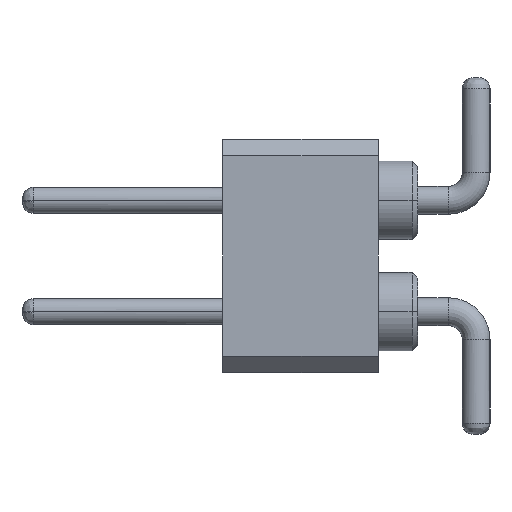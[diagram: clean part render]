
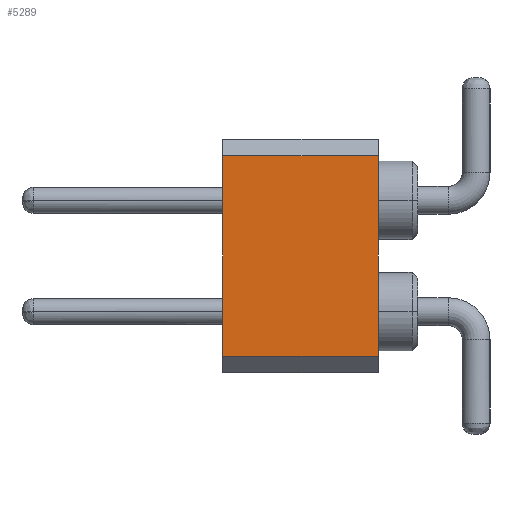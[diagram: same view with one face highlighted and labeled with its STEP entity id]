
A CAD part, left-side view. The second image highlights one B-rep face of the part: STEP entity #5289.
In plain terms, the highlighted planar face has unit normal (-1, 0, 0).
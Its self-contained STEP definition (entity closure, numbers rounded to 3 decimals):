
#594=CARTESIAN_POINT('',(0.,0.,-2.9));
#595=VERTEX_POINT('',#594);
#605=CARTESIAN_POINT('',(0.,0.,0.7));
#606=VERTEX_POINT('',#605);
#607=CARTESIAN_POINT('',(0.,0.,-2.9));
#608=CARTESIAN_POINT('',(0.,0.,-2.18));
#609=CARTESIAN_POINT('',(0.,0.,-1.46));
#610=CARTESIAN_POINT('',(0.,0.,-0.74));
#611=CARTESIAN_POINT('',(0.,0.,-0.02));
#612=CARTESIAN_POINT('',(0.,0.,0.7));
#613=B_SPLINE_CURVE_WITH_KNOTS('',5,(#607,#608,#609,#610,#611,#612),.UNSPECIFIED.,.F.,.U.,(6,6),(0.,3.6),.UNSPECIFIED.);
#614=EDGE_CURVE('',#595,#606,#613,.T.);
#2592=CARTESIAN_POINT('',(0.,2.8,-2.9));
#2593=VERTEX_POINT('',#2592);
#2603=CARTESIAN_POINT('',(0.,2.8,0.7));
#2604=VERTEX_POINT('',#2603);
#2605=CARTESIAN_POINT('',(0.,2.8,-2.9));
#2606=CARTESIAN_POINT('',(0.,2.8,-2.18));
#2607=CARTESIAN_POINT('',(0.,2.8,-1.46));
#2608=CARTESIAN_POINT('',(0.,2.8,-0.74));
#2609=CARTESIAN_POINT('',(0.,2.8,-0.02));
#2610=CARTESIAN_POINT('',(0.,2.8,0.7));
#2611=B_SPLINE_CURVE_WITH_KNOTS('',5,(#2605,#2606,#2607,#2608,#2609,#2610),.UNSPECIFIED.,.F.,.U.,(6,6),(0.,3.6),.UNSPECIFIED.);
#2612=EDGE_CURVE('',#2593,#2604,#2611,.T.);
#4793=CARTESIAN_POINT('',(0.,2.8,0.7));
#4794=CARTESIAN_POINT('',(0.,2.24,0.7));
#4795=CARTESIAN_POINT('',(0.,1.68,0.7));
#4796=CARTESIAN_POINT('',(0.,1.12,0.7));
#4797=CARTESIAN_POINT('',(0.,0.56,0.7));
#4798=CARTESIAN_POINT('',(0.,0.,0.7));
#4799=B_SPLINE_CURVE_WITH_KNOTS('',5,(#4793,#4794,#4795,#4796,#4797,#4798),.UNSPECIFIED.,.F.,.U.,(6,6),(0.,2.8),.UNSPECIFIED.);
#4800=EDGE_CURVE('',#2604,#606,#4799,.T.);
#5263=CARTESIAN_POINT('',(0.,2.8,-2.9));
#5264=CARTESIAN_POINT('',(0.,2.24,-2.9));
#5265=CARTESIAN_POINT('',(0.,1.68,-2.9));
#5266=CARTESIAN_POINT('',(0.,1.12,-2.9));
#5267=CARTESIAN_POINT('',(0.,0.56,-2.9));
#5268=CARTESIAN_POINT('',(0.,0.,-2.9));
#5269=B_SPLINE_CURVE_WITH_KNOTS('',5,(#5263,#5264,#5265,#5266,#5267,#5268),.UNSPECIFIED.,.F.,.U.,(6,6),(0.,2.8),.UNSPECIFIED.);
#5270=EDGE_CURVE('',#2593,#595,#5269,.T.);
#5278=CARTESIAN_POINT('',(0.,1.4,-1.1));
#5279=DIRECTION('',(0.,0.,1.));
#5280=DIRECTION('',(-1.,0.,0.));
#5281=AXIS2_PLACEMENT_3D('',#5278,#5280,#5279);
#5282=PLANE('',#5281);
#5283=ORIENTED_EDGE('',*,*,#2612,.F.);
#5284=ORIENTED_EDGE('',*,*,#5270,.T.);
#5285=ORIENTED_EDGE('',*,*,#614,.T.);
#5286=ORIENTED_EDGE('',*,*,#4800,.F.);
#5287=EDGE_LOOP('',(#5283,#5284,#5285,#5286));
#5288=FACE_OUTER_BOUND('',#5287,.T.);
#5289=ADVANCED_FACE('',(#5288),#5282,.T.);
